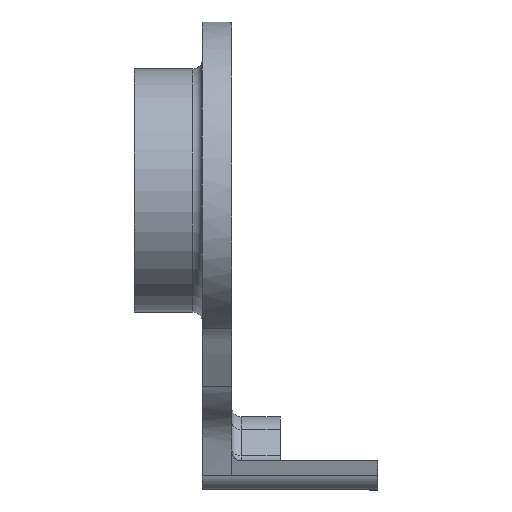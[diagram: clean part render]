
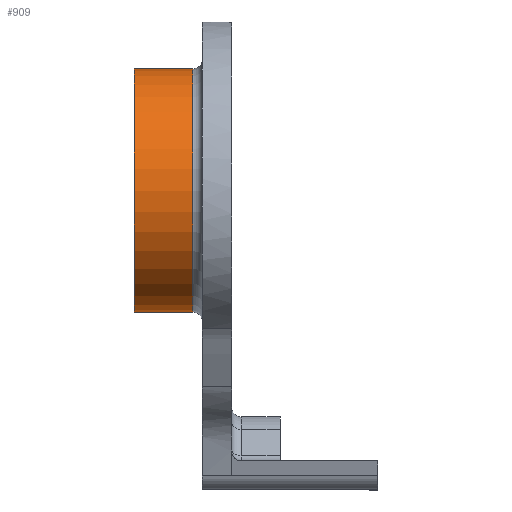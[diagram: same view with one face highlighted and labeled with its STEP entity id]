
A CAD part, left-side view. The second image highlights one B-rep face of the part: STEP entity #909.
In plain terms, the highlighted cylindrical face has radius 12.5 mm (diameter 25 mm), a full revolution.
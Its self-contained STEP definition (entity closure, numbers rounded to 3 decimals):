
#71=LINE('',#1343,#141);
#141=VECTOR('',#1085,12.5);
#211=CYLINDRICAL_SURFACE('',#979,12.5);
#235=FACE_OUTER_BOUND('',#287,.T.);
#287=EDGE_LOOP('',(#634,#635,#636,#637,#638));
#351=CIRCLE('',#975,12.5);
#354=CIRCLE('',#978,12.5);
#355=CIRCLE('',#980,12.5);
#402=VERTEX_POINT('',#1333);
#403=VERTEX_POINT('',#1334);
#405=VERTEX_POINT('',#1341);
#491=EDGE_CURVE('',#402,#403,#351,.T.);
#494=EDGE_CURVE('',#403,#402,#354,.T.);
#495=EDGE_CURVE('',#405,#405,#355,.T.);
#496=EDGE_CURVE('',#405,#402,#71,.T.);
#634=ORIENTED_EDGE('',*,*,#495,.F.);
#635=ORIENTED_EDGE('',*,*,#496,.T.);
#636=ORIENTED_EDGE('',*,*,#494,.F.);
#637=ORIENTED_EDGE('',*,*,#491,.F.);
#638=ORIENTED_EDGE('',*,*,#496,.F.);
#909=ADVANCED_FACE('',(#235),#211,.T.);
#975=AXIS2_PLACEMENT_3D('',#1335,#1073,#1074);
#978=AXIS2_PLACEMENT_3D('',#1339,#1079,#1080);
#979=AXIS2_PLACEMENT_3D('',#1340,#1081,#1082);
#980=AXIS2_PLACEMENT_3D('',#1342,#1083,#1084);
#1073=DIRECTION('center_axis',(0.,-1.,0.));
#1074=DIRECTION('ref_axis',(-1.,0.,0.));
#1079=DIRECTION('center_axis',(0.,-1.,0.));
#1080=DIRECTION('ref_axis',(-1.,0.,0.));
#1081=DIRECTION('center_axis',(0.,1.,0.));
#1082=DIRECTION('ref_axis',(-1.,0.,0.));
#1083=DIRECTION('center_axis',(0.,1.,0.));
#1084=DIRECTION('ref_axis',(-1.,0.,0.));
#1085=DIRECTION('',(0.,-1.,0.));
#1333=CARTESIAN_POINT('',(-33.149,4.,30.75));
#1334=CARTESIAN_POINT('',(-45.649,4.,43.25));
#1335=CARTESIAN_POINT('Origin',(-45.649,4.,30.75));
#1339=CARTESIAN_POINT('Origin',(-45.649,4.,30.75));
#1340=CARTESIAN_POINT('Origin',(-45.649,3.,30.75));
#1341=CARTESIAN_POINT('',(-33.149,10.,30.75));
#1342=CARTESIAN_POINT('Origin',(-45.649,10.,30.75));
#1343=CARTESIAN_POINT('',(-33.149,3.,30.75));
